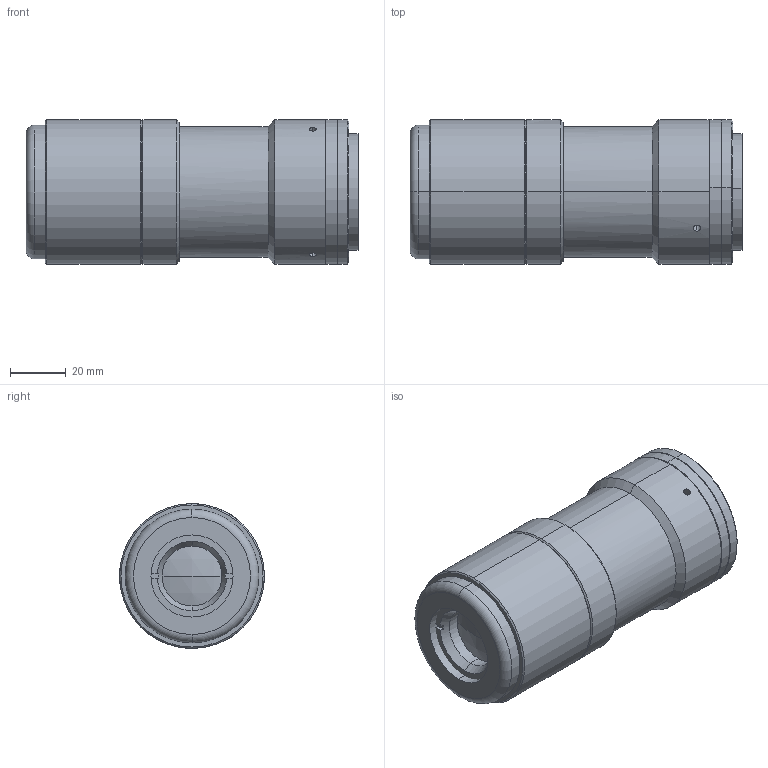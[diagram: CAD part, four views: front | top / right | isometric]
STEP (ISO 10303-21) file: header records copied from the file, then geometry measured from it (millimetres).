
FILE_DESCRIPTION (( 'STEP AP203' ), '1' );
FILE_NAME ('DP23002_MC4K025X-N.step', '2020-11-30T09:32:31', ( '' ), ( '' ), 'SwSTEP 2.0', 'SolidWorks 2020', '' );
FILE_SCHEMA (( 'CONFIG_CONTROL_DESIGN' ));
Length unit declared in the file: millimetre
Products named in the file (1): DP23002_MC4K025X-N
Bounding box: 119.19 x 52 x 52 mm (x, y, z)
Surface area: 34849.4 mm2 (no closed solid volume)
Topology: 0 solids, 13 shells, 84 faces, 224 edges, 155 vertices
Faces by surface type: cylinder 37, plane 25, cone 18, sphere 2, torus 2
Entity records: 3136 total; most frequent: CARTESIAN_POINT 931, DIRECTION 485, ORIENTED_EDGE 368, EDGE_CURVE 224, AXIS2_PLACEMENT_3D 199, VERTEX_POINT 155, CIRCLE 114, EDGE_LOOP 101
